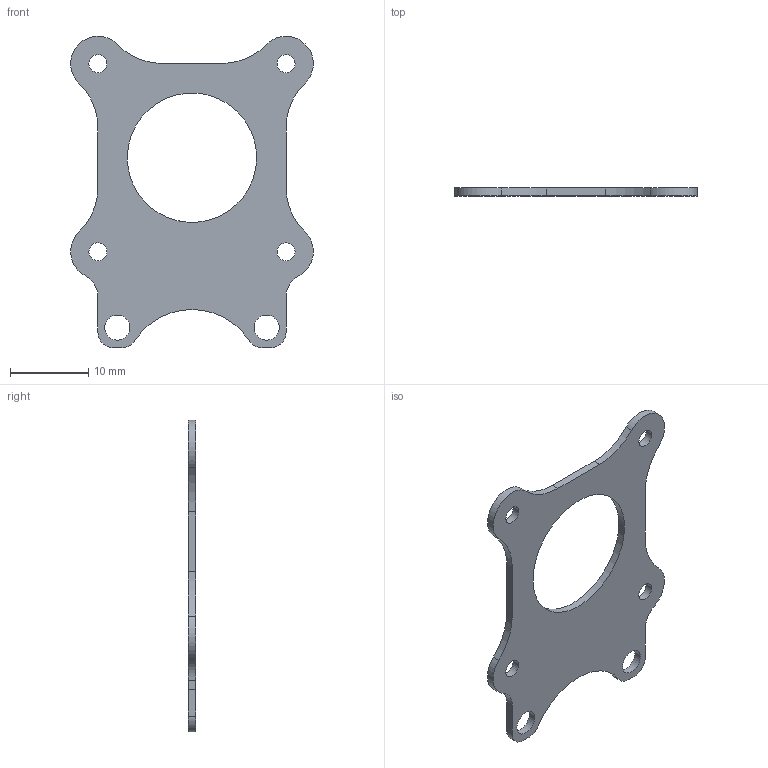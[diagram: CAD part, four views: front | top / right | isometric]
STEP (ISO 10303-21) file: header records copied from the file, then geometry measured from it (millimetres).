
FILE_DESCRIPTION(('HOOPS Exchange Step'),'2;1');
FILE_NAME('CameraMount.stp','2025-08-08T15:59:02-07:00',('DELL'),('Unknown organisation'),'HOOPS Exchange 2024.2','HOOPS Exchange','Unknown authorisation');
FILE_SCHEMA( ('AP203_CONFIGURATION_CONTROLLED_3D_DESIGN_OF_MECHANICAL_PARTS_AND_ASSEMBLIES_MIM_LF') );
Length unit declared in the file: millimetre
Products named in the file (2): 0; root
Assembly tree (1 placements, depth 2):
  root
    0
Bounding box: 30.95 x 1.01 x 39.75 mm (x, y, z)
Volume: 680.1 mm3; surface area: 1602.4 mm2
Topology: 1 solids, 1 shells, 44 faces, 126 edges, 84 vertices
Faces by surface type: cylinder 23, plane 11, bspline 10
Entity records: 2781 total; most frequent: CARTESIAN_POINT 1680, ORIENTED_EDGE 252, DIRECTION 179, EDGE_CURVE 126, VERTEX_POINT 84, AXIS2_PLACEMENT_3D 75, B_SPLINE_CURVE_WITH_KNOTS 59, EDGE_LOOP 58
